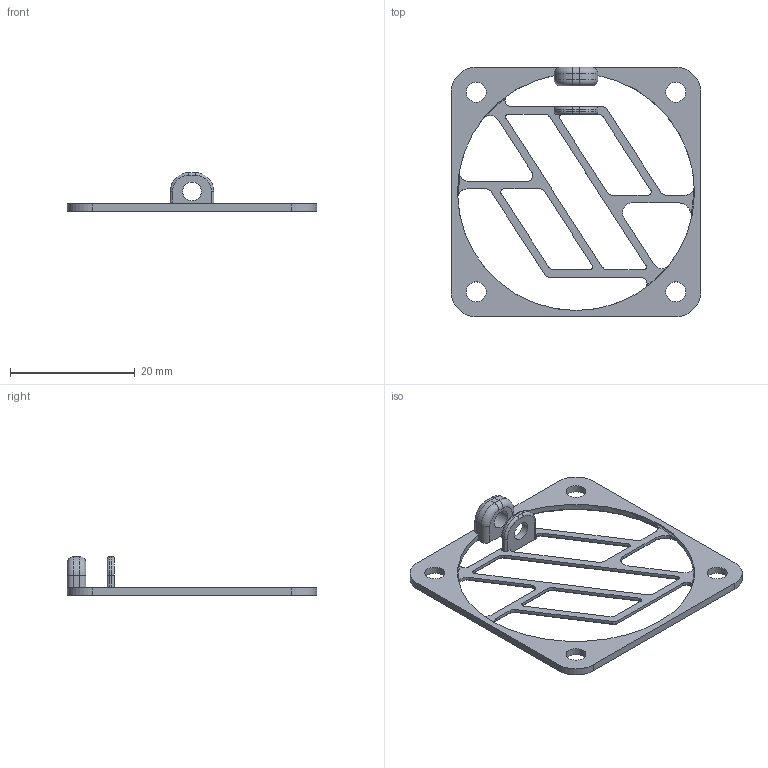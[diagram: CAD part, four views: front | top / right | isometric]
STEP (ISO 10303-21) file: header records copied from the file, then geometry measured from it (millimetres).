
FILE_DESCRIPTION(/* description */ (''),/* implementation_level */ '2;1');
FILE_NAME(/* name */ 'fan_cover_40_4h_temp.step',/* time_stamp */ '2019-11-08T15:20:31-08:00',/* author */ (''),/* organization */ (''),/* preprocessor_version */ 'ST-DEVELOPER v18',/* originating_system */ 'Autodesk Translation Framework v8.9.1.1155',/* authorisation */ '');
FILE_SCHEMA (('AUTOMOTIVE_DESIGN { 1 0 10303 214 3 1 1 }'));
Length unit declared in the file: millimetre
Products named in the file (1): FAN_COVER_40_4HOLES_TEMP
Bounding box: 40 x 40 x 6.2 mm (x, y, z)
Volume: 757.9 mm3; surface area: 1947.4 mm2
Topology: 1 solids, 1 shells, 160 faces, 420 edges, 258 vertices
Faces by surface type: plane 64, cylinder 53, cone 31, torus 12
Full cylindrical faces by diameter (mm): 3 x2, 3.2 x4
Entity records: 5030 total; most frequent: CARTESIAN_POINT 907, DIRECTION 890, ORIENTED_EDGE 840, EDGE_CURVE 420, AXIS2_PLACEMENT_3D 320, VERTEX_POINT 258, LINE 250, VECTOR 250
